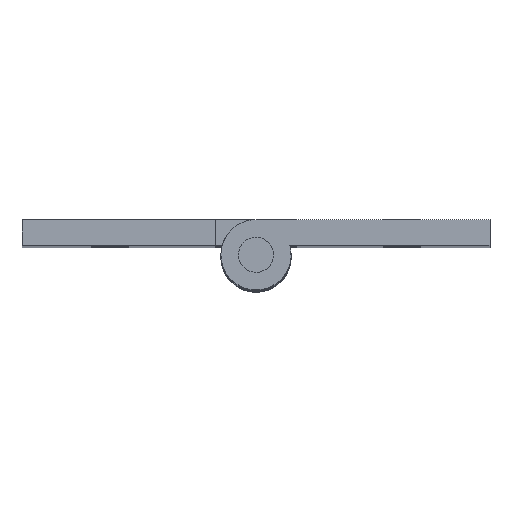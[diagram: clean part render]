
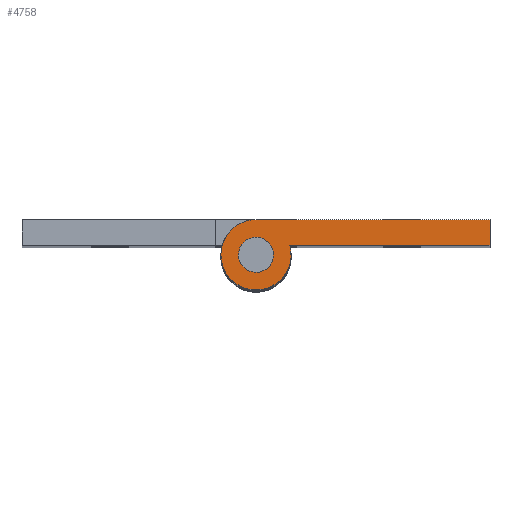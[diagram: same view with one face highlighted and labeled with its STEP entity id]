
A CAD part, top view. The second image highlights one B-rep face of the part: STEP entity #4758.
In plain terms, the highlighted free-form (B-spline) face has degree [1, 1] with [2, 2] control points.
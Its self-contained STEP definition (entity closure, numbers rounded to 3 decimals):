
#2535=CARTESIAN_POINT('',(0.092,-1.497,125.0));
#2536=VERTEX_POINT('',#2535);
#2542=CARTESIAN_POINT('',(1.5,0.0,125.0));
#2543=VERTEX_POINT('',#2542);
#2544=CARTESIAN_POINT('',(1.5,0.0,125.0));
#2545=CARTESIAN_POINT('',(1.5,-1.411,125.));
#2546=CARTESIAN_POINT('',(0.092,-1.497,125.));
#2554=(BOUNDED_CURVE()B_SPLINE_CURVE(2,(#2544,#2545,#2546),.UNSPECIFIED.,.F.,.U.)B_SPLINE_CURVE_WITH_KNOTS((3,3),(0.5,0.739),.UNSPECIFIED.)CURVE()GEOMETRIC_REPRESENTATION_ITEM()RATIONAL_B_SPLINE_CURVE((1.0,0.72,0.976))REPRESENTATION_ITEM(''));
#2555=EDGE_CURVE('',#2543,#2536,#2554,.T.);
#2557=CARTESIAN_POINT('',(-0.177,1.49,125.0));
#2558=VERTEX_POINT('',#2557);
#2559=CARTESIAN_POINT('',(-0.177,1.49,125.));
#2560=CARTESIAN_POINT('',(-0.089,1.5,125.));
#2561=CARTESIAN_POINT('',(0.0,1.5,125.0));
#2562=CARTESIAN_POINT('',(1.5,1.5,125.0));
#2563=CARTESIAN_POINT('',(1.5,0.0,125.0));
#2571=(BOUNDED_CURVE()B_SPLINE_CURVE(2,(#2559,#2560,#2561,#2562,#2563),.UNSPECIFIED.,.F.,.U.)B_SPLINE_CURVE_WITH_KNOTS((3,2,3),(0.23,0.25,0.5),.UNSPECIFIED.)CURVE()GEOMETRIC_REPRESENTATION_ITEM()RATIONAL_B_SPLINE_CURVE((0.956,0.976,1.0,0.707,1.0))REPRESENTATION_ITEM(''));
#2572=EDGE_CURVE('',#2558,#2543,#2571,.T.);
#2616=CARTESIAN_POINT('',(-1.5,0.0,125.0));
#2617=VERTEX_POINT('',#2616);
#2618=CARTESIAN_POINT('',(-1.5,0.0,125.0));
#2619=CARTESIAN_POINT('',(-1.5,1.332,125.));
#2620=CARTESIAN_POINT('',(-0.177,1.49,125.));
#2628=(BOUNDED_CURVE()B_SPLINE_CURVE(2,(#2618,#2619,#2620),.UNSPECIFIED.,.F.,.U.)B_SPLINE_CURVE_WITH_KNOTS((3,3),(0.0,0.23),.UNSPECIFIED.)CURVE()GEOMETRIC_REPRESENTATION_ITEM()RATIONAL_B_SPLINE_CURVE((1.0,0.731,0.956))REPRESENTATION_ITEM(''));
#2629=EDGE_CURVE('',#2617,#2558,#2628,.T.);
#2631=CARTESIAN_POINT('',(0.092,-1.497,125.));
#2632=CARTESIAN_POINT('',(0.046,-1.5,125.));
#2633=CARTESIAN_POINT('',(0.0,-1.5,125.0));
#2634=CARTESIAN_POINT('',(-1.5,-1.5,125.0));
#2635=CARTESIAN_POINT('',(-1.5,0.0,125.0));
#2643=(BOUNDED_CURVE()B_SPLINE_CURVE(2,(#2631,#2632,#2633,#2634,#2635),.UNSPECIFIED.,.F.,.U.)B_SPLINE_CURVE_WITH_KNOTS((3,2,3),(0.739,0.75,1.0),.UNSPECIFIED.)CURVE()GEOMETRIC_REPRESENTATION_ITEM()RATIONAL_B_SPLINE_CURVE((0.976,0.988,1.0,0.707,1.0))REPRESENTATION_ITEM(''));
#2644=EDGE_CURVE('',#2536,#2617,#2643,.T.);
#4703=CARTESIAN_POINT('',(-4.14,-3.299,125.0));
#4704=CARTESIAN_POINT('',(21.148,-3.299,125.0));
#4705=CARTESIAN_POINT('',(-4.14,3.3,125.0));
#4706=CARTESIAN_POINT('',(21.148,3.3,125.0));
#4707=B_SPLINE_SURFACE_WITH_KNOTS('',1,1,((#4703,#4705),(#4704,#4706)),.UNSPECIFIED.,.F.,.F.,.U.,(2,2),(2,2),(0.0,25.288),(0.0,6.599),.UNSPECIFIED.);
#4708=CARTESIAN_POINT('',(0.,3.0,125.0));
#4709=VERTEX_POINT('',#4708);
#4710=CARTESIAN_POINT('',(20.0,3.0,125.0));
#4711=VERTEX_POINT('',#4710);
#4712=CARTESIAN_POINT('',(0.,3.0,125.0));
#4713=CARTESIAN_POINT('',(20.0,3.0,125.0));
#4714=QUASI_UNIFORM_CURVE('',1,(#4712,#4713),.UNSPECIFIED.,.F.,.U.);
#4715=EDGE_CURVE('',#4709,#4711,#4714,.T.);
#4716=ORIENTED_EDGE('',*,*,#4715,.F.);
#4717=CARTESIAN_POINT('',(2.891,0.8,125.0));
#4718=VERTEX_POINT('',#4717);
#4719=CARTESIAN_POINT('',(2.891,0.8,125.0));
#4720=CARTESIAN_POINT('',(3.466,-1.276,125.));
#4721=CARTESIAN_POINT('',(1.682,-2.484,125.0));
#4722=CARTESIAN_POINT('',(-0.102,-3.692,125.));
#4723=CARTESIAN_POINT('',(-1.817,-2.387,125.0));
#4724=CARTESIAN_POINT('',(-3.531,-1.083,125.));
#4725=CARTESIAN_POINT('',(-2.843,0.959,125.0));
#4726=CARTESIAN_POINT('',(-2.154,3.,125.));
#4727=CARTESIAN_POINT('',(0.0,3.0,125.0));
#4735=(BOUNDED_CURVE()B_SPLINE_CURVE(2,(#4719,#4720,#4721,#4722,#4723,#4724,#4725,#4726,#4727),.UNSPECIFIED.,.F.,.U.)B_SPLINE_CURVE_WITH_KNOTS((3,2,2,2,3),(0.0,0.25,0.5,0.75,1.0),.UNSPECIFIED.)CURVE()GEOMETRIC_REPRESENTATION_ITEM()RATIONAL_B_SPLINE_CURVE((1.0,0.812,1.0,0.812,1.0,0.812,1.0,0.812,1.0))REPRESENTATION_ITEM(''));
#4736=EDGE_CURVE('',#4718,#4709,#4735,.T.);
#4737=ORIENTED_EDGE('',*,*,#4736,.F.);
#4738=CARTESIAN_POINT('',(20.0,0.8,125.0));
#4739=VERTEX_POINT('',#4738);
#4740=CARTESIAN_POINT('',(20.0,0.8,125.0));
#4741=CARTESIAN_POINT('',(2.891,0.8,125.0));
#4742=QUASI_UNIFORM_CURVE('',1,(#4740,#4741),.UNSPECIFIED.,.F.,.U.);
#4743=EDGE_CURVE('',#4739,#4718,#4742,.T.);
#4744=ORIENTED_EDGE('',*,*,#4743,.F.);
#4745=CARTESIAN_POINT('',(20.0,3.0,125.0));
#4746=CARTESIAN_POINT('',(20.0,0.8,125.0));
#4747=QUASI_UNIFORM_CURVE('',1,(#4745,#4746),.UNSPECIFIED.,.F.,.U.);
#4748=EDGE_CURVE('',#4711,#4739,#4747,.T.);
#4749=ORIENTED_EDGE('',*,*,#4748,.F.);
#4750=EDGE_LOOP('',(#4716,#4737,#4744,#4749));
#4751=FACE_OUTER_BOUND('',#4750,.T.);
#4752=ORIENTED_EDGE('',*,*,#2555,.T.);
#4753=ORIENTED_EDGE('',*,*,#2644,.T.);
#4754=ORIENTED_EDGE('',*,*,#2629,.T.);
#4755=ORIENTED_EDGE('',*,*,#2572,.T.);
#4756=EDGE_LOOP('',(#4752,#4753,#4754,#4755));
#4757=FACE_BOUND('',#4756,.T.);
#4758=ADVANCED_FACE('',(#4751,#4757),#4707,.T.);
